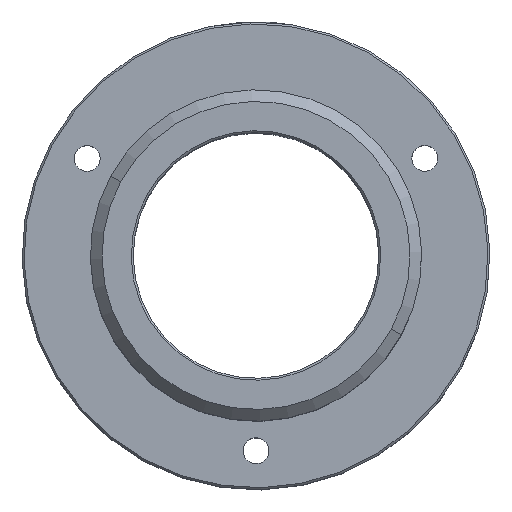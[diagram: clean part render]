
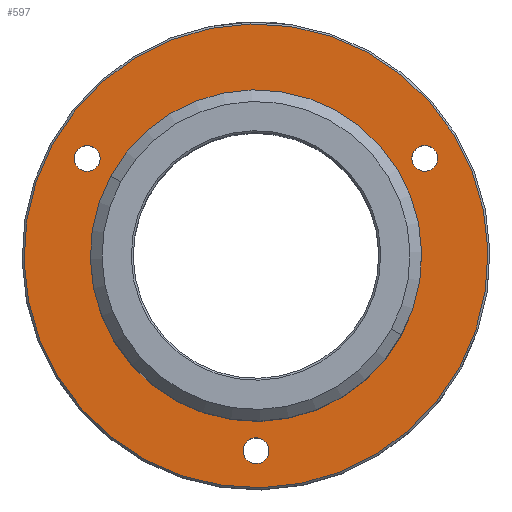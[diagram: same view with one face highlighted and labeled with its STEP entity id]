
A CAD part, top view. The second image highlights one B-rep face of the part: STEP entity #597.
In plain terms, the highlighted planar face has unit normal (0, 0, 1).
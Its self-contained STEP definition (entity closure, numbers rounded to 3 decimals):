
#477=CARTESIAN_POINT('Vertex',(-52.216,28.526,0.)) ;
#480=CARTESIAN_POINT('Axis2P3D Location',(0.,0.,0.)) ;
#484=CARTESIAN_POINT('Vertex',(52.216,-28.526,0.)) ;
#504=CARTESIAN_POINT('Axis2P3D Location',(0.,0.,0.)) ;
#516=CARTESIAN_POINT('Axis2P3D Location',(-60.,0.,0.)) ;
#525=CARTESIAN_POINT('Axis2P3D Location',(0.,-50.,0.)) ;
#529=CARTESIAN_POINT('Vertex',(2.917,-48.407,0.)) ;
#531=CARTESIAN_POINT('Vertex',(-2.917,-51.593,0.)) ;
#534=CARTESIAN_POINT('Axis2P3D Location',(0.,-50.,0.)) ;
#543=CARTESIAN_POINT('Axis2P3D Location',(0.,0.,0.)) ;
#547=CARTESIAN_POINT('Vertex',(36.42,-19.896,0.)) ;
#549=CARTESIAN_POINT('Vertex',(-36.42,19.896,0.)) ;
#552=CARTESIAN_POINT('Axis2P3D Location',(0.,0.,0.)) ;
#561=CARTESIAN_POINT('Axis2P3D Location',(43.301,25.,0.)) ;
#565=CARTESIAN_POINT('Vertex',(40.463,26.729,0.)) ;
#567=CARTESIAN_POINT('Vertex',(46.139,23.271,0.)) ;
#570=CARTESIAN_POINT('Axis2P3D Location',(43.301,25.,0.)) ;
#579=CARTESIAN_POINT('Axis2P3D Location',(-43.301,25.,0.)) ;
#583=CARTESIAN_POINT('Vertex',(-43.38,21.677,0.)) ;
#585=CARTESIAN_POINT('Vertex',(-43.223,28.323,0.)) ;
#588=CARTESIAN_POINT('Axis2P3D Location',(-43.301,25.,0.)) ;
#481=DIRECTION('Axis2P3D Direction',(0.,0.,-1.)) ;
#505=DIRECTION('Axis2P3D Direction',(0.,0.,-1.)) ;
#517=DIRECTION('Axis2P3D Direction',(0.,0.,-1.)) ;
#518=DIRECTION('Axis2P3D XDirection',(1.,0.,0.)) ;
#526=DIRECTION('Axis2P3D Direction',(0.,0.,-1.)) ;
#535=DIRECTION('Axis2P3D Direction',(0.,0.,-1.)) ;
#544=DIRECTION('Axis2P3D Direction',(0.,0.,-1.)) ;
#553=DIRECTION('Axis2P3D Direction',(0.,0.,-1.)) ;
#562=DIRECTION('Axis2P3D Direction',(0.,0.,-1.)) ;
#571=DIRECTION('Axis2P3D Direction',(0.,0.,-1.)) ;
#580=DIRECTION('Axis2P3D Direction',(0.,0.,-1.)) ;
#589=DIRECTION('Axis2P3D Direction',(0.,0.,-1.)) ;
#482=AXIS2_PLACEMENT_3D('Circle Axis2P3D',#480,#481,$) ;
#506=AXIS2_PLACEMENT_3D('Circle Axis2P3D',#504,#505,$) ;
#519=AXIS2_PLACEMENT_3D('Plane Axis2P3D',#516,#517,#518) ;
#527=AXIS2_PLACEMENT_3D('Circle Axis2P3D',#525,#526,$) ;
#536=AXIS2_PLACEMENT_3D('Circle Axis2P3D',#534,#535,$) ;
#545=AXIS2_PLACEMENT_3D('Circle Axis2P3D',#543,#544,$) ;
#554=AXIS2_PLACEMENT_3D('Circle Axis2P3D',#552,#553,$) ;
#563=AXIS2_PLACEMENT_3D('Circle Axis2P3D',#561,#562,$) ;
#572=AXIS2_PLACEMENT_3D('Circle Axis2P3D',#570,#571,$) ;
#581=AXIS2_PLACEMENT_3D('Circle Axis2P3D',#579,#580,$) ;
#590=AXIS2_PLACEMENT_3D('Circle Axis2P3D',#588,#589,$) ;
#522=ORIENTED_EDGE('',*,*,#508,.F.) ;
#523=ORIENTED_EDGE('',*,*,#486,.F.) ;
#540=ORIENTED_EDGE('',*,*,#533,.T.) ;
#541=ORIENTED_EDGE('',*,*,#538,.T.) ;
#558=ORIENTED_EDGE('',*,*,#551,.T.) ;
#559=ORIENTED_EDGE('',*,*,#556,.T.) ;
#576=ORIENTED_EDGE('',*,*,#569,.T.) ;
#577=ORIENTED_EDGE('',*,*,#574,.T.) ;
#594=ORIENTED_EDGE('',*,*,#587,.T.) ;
#595=ORIENTED_EDGE('',*,*,#592,.T.) ;
#542=FACE_BOUND('',#539,.T.) ;
#560=FACE_BOUND('',#557,.T.) ;
#578=FACE_BOUND('',#575,.T.) ;
#596=FACE_BOUND('',#593,.T.) ;
#597=ADVANCED_FACE('PartBody',(#524,#542,#560,#578,#596),#520,.F.) ;
#483=CIRCLE('generated circle',#482,59.5) ;
#507=CIRCLE('generated circle',#506,59.5) ;
#528=CIRCLE('generated circle',#527,3.324) ;
#537=CIRCLE('generated circle',#536,3.324) ;
#546=CIRCLE('generated circle',#545,41.5) ;
#555=CIRCLE('generated circle',#554,41.5) ;
#564=CIRCLE('generated circle',#563,3.324) ;
#573=CIRCLE('generated circle',#572,3.324) ;
#582=CIRCLE('generated circle',#581,3.324) ;
#591=CIRCLE('generated circle',#590,3.324) ;
#486=EDGE_CURVE('',#478,#485,#483,.T.) ;
#508=EDGE_CURVE('',#485,#478,#507,.T.) ;
#533=EDGE_CURVE('',#530,#532,#528,.T.) ;
#538=EDGE_CURVE('',#532,#530,#537,.T.) ;
#551=EDGE_CURVE('',#548,#550,#546,.T.) ;
#556=EDGE_CURVE('',#550,#548,#555,.T.) ;
#569=EDGE_CURVE('',#566,#568,#564,.T.) ;
#574=EDGE_CURVE('',#568,#566,#573,.T.) ;
#587=EDGE_CURVE('',#584,#586,#582,.T.) ;
#592=EDGE_CURVE('',#586,#584,#591,.T.) ;
#521=EDGE_LOOP('',(#522,#523)) ;
#539=EDGE_LOOP('',(#540,#541)) ;
#557=EDGE_LOOP('',(#558,#559)) ;
#575=EDGE_LOOP('',(#576,#577)) ;
#593=EDGE_LOOP('',(#594,#595)) ;
#524=FACE_OUTER_BOUND('',#521,.T.) ;
#520=PLANE('Plane',#519) ;
#478=VERTEX_POINT('',#477) ;
#485=VERTEX_POINT('',#484) ;
#530=VERTEX_POINT('',#529) ;
#532=VERTEX_POINT('',#531) ;
#548=VERTEX_POINT('',#547) ;
#550=VERTEX_POINT('',#549) ;
#566=VERTEX_POINT('',#565) ;
#568=VERTEX_POINT('',#567) ;
#584=VERTEX_POINT('',#583) ;
#586=VERTEX_POINT('',#585) ;
